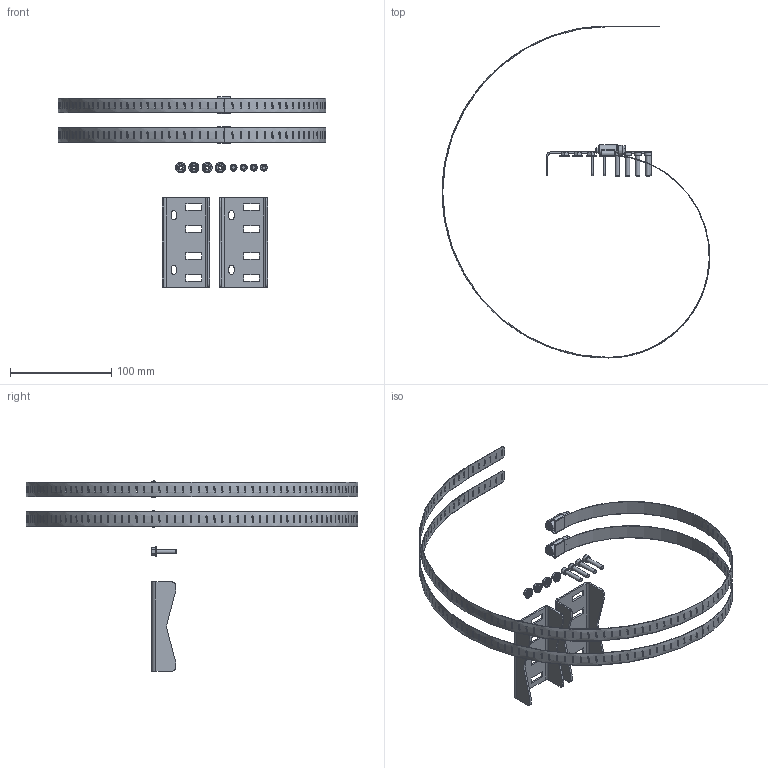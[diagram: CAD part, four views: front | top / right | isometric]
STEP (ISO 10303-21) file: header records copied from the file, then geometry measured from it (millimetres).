
FILE_DESCRIPTION (( 'STEP AP203' ), '1' );
FILE_NAME ('PMB5057KIT1.step', '2020-11-12T19:14:39', ( 'ADC123' ), ( 'Microsoft' ), 'SwSTEP 2.0', 'SolidWorks 2019', '' );
FILE_SCHEMA (( 'CONFIG_CONTROL_DESIGN' ));
Length unit declared in the file: metre
Products named in the file (1): PMB5057KIT1
Bounding box: 264.08 x 327.58 x 187.78 mm (x, y, z)
Volume: 43021.5 mm3; surface area: 88010.6 mm2
Topology: 14 solids, 14 shells, 1374 faces, 4002 edges, 2660 vertices
Faces by surface type: plane 856, cylinder 448, cone 56, bspline 14
Full cylindrical faces by diameter (mm): 4 x4, 5.08 x4, 5.588 x2, 6.9 x4, 7.445 x4, 7.937 x2, 10 x4
Entity records: 53213 total; most frequent: CARTESIAN_POINT 20591, ORIENTED_EDGE 7840, DIRECTION 5126, EDGE_CURVE 3920, VERTEX_POINT 2628, EDGE_LOOP 1840, VECTOR 1832, LINE 1832
